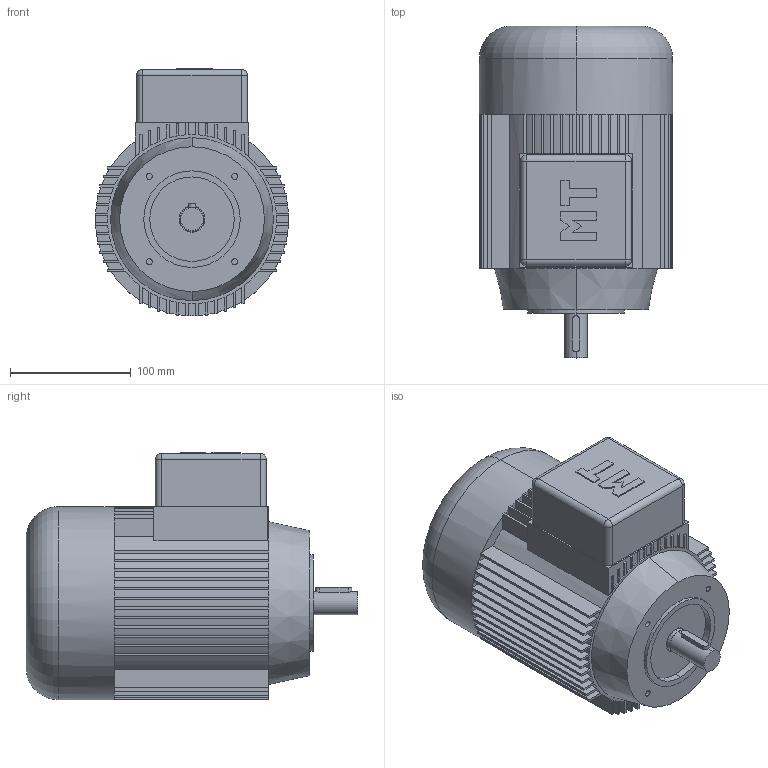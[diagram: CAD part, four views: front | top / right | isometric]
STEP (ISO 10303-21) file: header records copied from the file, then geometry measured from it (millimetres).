
FILE_DESCRIPTION(('HOOPS Exchange Step'),'2;1');
FILE_NAME('export-40469EAF-A530-4CC1-B2BE-FCD8CAE68651.stp','2021-04-21T09:58:37+02:00',('Engineering'),('Alibre'),'HOOPS Exchange 2020.1','Alibre','Unknown authorisation');
FILE_SCHEMA( ('AP242_MANAGED_MODEL_BASED_3D_ENGINEERING_MIM_LF {1 0 10303 442 1 1 4 }') );
Length unit declared in the file: millimetre
Products named in the file (1): 2181 AC Motor TN80B 4 Pole 0,75kW 1500RPM B14 Flange
Bounding box: 160 x 275 x 205 mm (x, y, z)
Volume: 4431897.3 mm3; surface area: 285605.4 mm2
Topology: 1 solids, 1 shells, 423 faces, 1130 edges, 718 vertices
Faces by surface type: plane 323, cylinder 92, sphere 4, torus 2, cone 2
Entity records: 13369 total; most frequent: CARTESIAN_POINT 2421, DIRECTION 2274, ORIENTED_EDGE 2252, EDGE_CURVE 1126, VECTOR 820, LINE 820, AXIS2_PLACEMENT_3D 727, VERTEX_POINT 718
